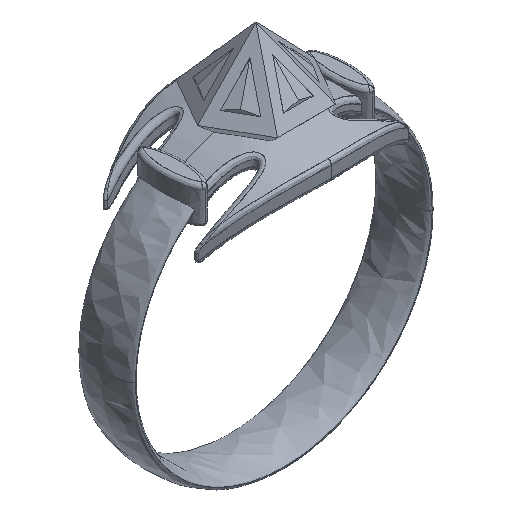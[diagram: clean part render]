
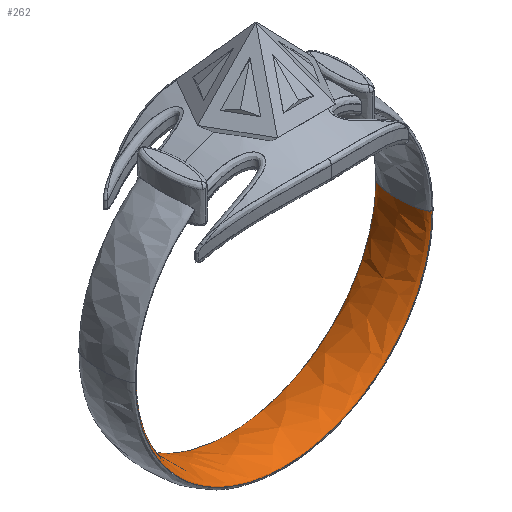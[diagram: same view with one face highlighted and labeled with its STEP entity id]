
A CAD part, isometric view. The second image highlights one B-rep face of the part: STEP entity #262.
In plain terms, the highlighted free-form (B-spline) face has degree [3, 3] with [4, 4] control points.
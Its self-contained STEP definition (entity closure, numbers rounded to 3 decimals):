
#262 = ADVANCED_FACE('',(#263),#301,.T.);
#263 = FACE_BOUND('',#264,.T.);
#264 = EDGE_LOOP('',(#265,#276,#285,#294));
#265 = ORIENTED_EDGE('',*,*,#266,.T.);
#266 = EDGE_CURVE('',#267,#269,#271,.T.);
#267 = VERTEX_POINT('',#268);
#268 = CARTESIAN_POINT('',(-6.957,-1.304,0.));
#269 = VERTEX_POINT('',#270);
#270 = CARTESIAN_POINT('',(6.957,-1.304,0.));
#271 = ( BOUNDED_CURVE() B_SPLINE_CURVE(3,(#272,#273,#274,#275),
.UNSPECIFIED.,.F.,.F.) B_SPLINE_CURVE_WITH_KNOTS((4,4),(0.,1.),
.PIECEWISE_BEZIER_KNOTS.) CURVE() GEOMETRIC_REPRESENTATION_ITEM() 
RATIONAL_B_SPLINE_CURVE((1.,0.333,0.333,1.)) 
REPRESENTATION_ITEM('') );
#272 = CARTESIAN_POINT('',(-6.957,-1.304,0.));
#273 = CARTESIAN_POINT('',(-6.957,-1.304,
    -13.913));
#274 = CARTESIAN_POINT('',(6.957,-1.304,
    -13.913));
#275 = CARTESIAN_POINT('',(6.957,-1.304,0.));
#276 = ORIENTED_EDGE('',*,*,#277,.T.);
#277 = EDGE_CURVE('',#269,#278,#280,.T.);
#278 = VERTEX_POINT('',#279);
#279 = CARTESIAN_POINT('',(6.957,1.304,0.));
#280 = ( BOUNDED_CURVE() B_SPLINE_CURVE(3,(#281,#282,#283,#284),
.UNSPECIFIED.,.F.,.F.) B_SPLINE_CURVE_WITH_KNOTS((4,4),(0.,1.),
.PIECEWISE_BEZIER_KNOTS.) CURVE() GEOMETRIC_REPRESENTATION_ITEM() 
RATIONAL_B_SPLINE_CURVE((1.,0.333,0.333,1.)) 
REPRESENTATION_ITEM('') );
#281 = CARTESIAN_POINT('',(6.957,-1.304,0.));
#282 = CARTESIAN_POINT('',(6.304,-1.304,0.));
#283 = CARTESIAN_POINT('',(6.304,1.304,0.));
#284 = CARTESIAN_POINT('',(6.957,1.304,0.));
#285 = ORIENTED_EDGE('',*,*,#286,.T.);
#286 = EDGE_CURVE('',#278,#287,#289,.T.);
#287 = VERTEX_POINT('',#288);
#288 = CARTESIAN_POINT('',(-6.957,1.304,0.));
#289 = ( BOUNDED_CURVE() B_SPLINE_CURVE(3,(#290,#291,#292,#293),
.UNSPECIFIED.,.F.,.F.) B_SPLINE_CURVE_WITH_KNOTS((4,4),(0.,1.),
.PIECEWISE_BEZIER_KNOTS.) CURVE() GEOMETRIC_REPRESENTATION_ITEM() 
RATIONAL_B_SPLINE_CURVE((1.,0.333,0.333,1.)) 
REPRESENTATION_ITEM('') );
#290 = CARTESIAN_POINT('',(6.957,1.304,0.));
#291 = CARTESIAN_POINT('',(6.957,1.304,-13.913
    ));
#292 = CARTESIAN_POINT('',(-6.957,1.304,
    -13.913));
#293 = CARTESIAN_POINT('',(-6.957,1.304,0.));
#294 = ORIENTED_EDGE('',*,*,#295,.T.);
#295 = EDGE_CURVE('',#287,#267,#296,.T.);
#296 = ( BOUNDED_CURVE() B_SPLINE_CURVE(3,(#297,#298,#299,#300),
.UNSPECIFIED.,.F.,.F.) B_SPLINE_CURVE_WITH_KNOTS((4,4),(0.,1.),
.PIECEWISE_BEZIER_KNOTS.) CURVE() GEOMETRIC_REPRESENTATION_ITEM() 
RATIONAL_B_SPLINE_CURVE((1.,0.333,0.333,1.)) 
REPRESENTATION_ITEM('') );
#297 = CARTESIAN_POINT('',(-6.957,1.304,0.));
#298 = CARTESIAN_POINT('',(-6.304,1.304,0.));
#299 = CARTESIAN_POINT('',(-6.304,-1.304,0.));
#300 = CARTESIAN_POINT('',(-6.957,-1.304,0.));
#301 = ( BOUNDED_SURFACE() B_SPLINE_SURFACE(3,3,(
    (#302,#303,#304,#305)
    ,(#306,#307,#308,#309)
    ,(#310,#311,#312,#313)
    ,(#314,#315,#316,#317
)),.UNSPECIFIED.,.F.,.F.,.F.) B_SPLINE_SURFACE_WITH_KNOTS((4,4),(4,4),(
    0.,1.),(0.,1.),.PIECEWISE_BEZIER_KNOTS.) 
GEOMETRIC_REPRESENTATION_ITEM() RATIONAL_B_SPLINE_SURFACE((
    (1.,0.333,0.333,1.)
    ,(0.333,0.111,0.111,0.333)
    ,(0.333,0.111,0.111,0.333)
,(1.,0.333,0.333,1.
))) REPRESENTATION_ITEM('') SURFACE() );
#302 = CARTESIAN_POINT('',(6.957,-1.304,0.));
#303 = CARTESIAN_POINT('',(6.957,-1.304,
    -13.913));
#304 = CARTESIAN_POINT('',(-6.957,-1.304,
    -13.913));
#305 = CARTESIAN_POINT('',(-6.957,-1.304,0.));
#306 = CARTESIAN_POINT('',(6.304,-1.304,0.));
#307 = CARTESIAN_POINT('',(6.304,-1.304,
    -12.609));
#308 = CARTESIAN_POINT('',(-6.304,-1.304,
    -12.609));
#309 = CARTESIAN_POINT('',(-6.304,-1.304,0.));
#310 = CARTESIAN_POINT('',(6.304,1.304,0.));
#311 = CARTESIAN_POINT('',(6.304,1.304,-12.609
    ));
#312 = CARTESIAN_POINT('',(-6.304,1.304,
    -12.609));
#313 = CARTESIAN_POINT('',(-6.304,1.304,0.));
#314 = CARTESIAN_POINT('',(6.957,1.304,0.));
#315 = CARTESIAN_POINT('',(6.957,1.304,-13.913
    ));
#316 = CARTESIAN_POINT('',(-6.957,1.304,
    -13.913));
#317 = CARTESIAN_POINT('',(-6.957,1.304,0.));
